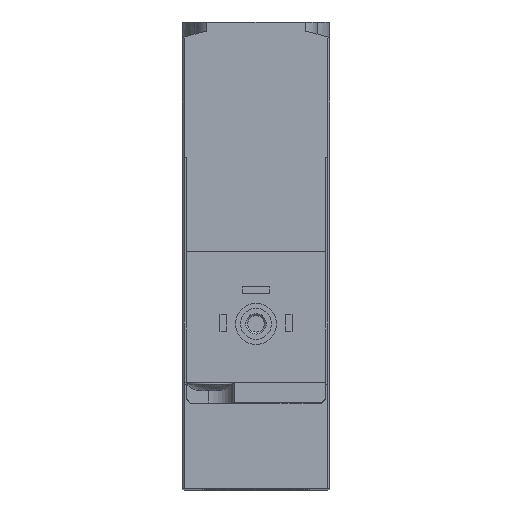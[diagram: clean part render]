
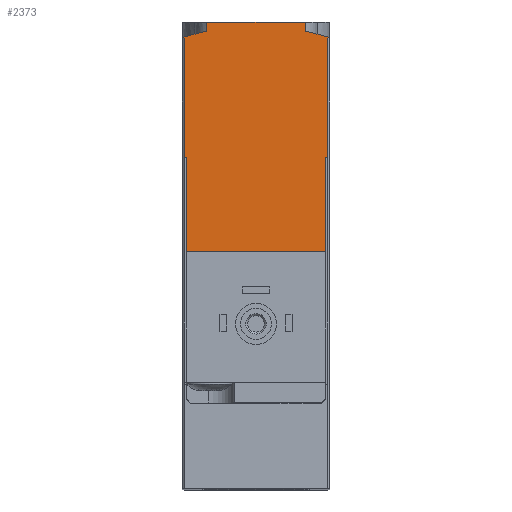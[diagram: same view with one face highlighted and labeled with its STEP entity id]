
A CAD part, top view. The second image highlights one B-rep face of the part: STEP entity #2373.
In plain terms, the highlighted face is planar.
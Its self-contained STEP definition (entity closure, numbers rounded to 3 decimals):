
#114=PLANE('',#2618);
#222=CIRCLE('',#2558,30.);
#224=CIRCLE('',#2562,30.);
#665=ORIENTED_EDGE('',*,*,#1146,.F.);
#666=ORIENTED_EDGE('',*,*,#1065,.T.);
#667=ORIENTED_EDGE('',*,*,#1087,.F.);
#668=ORIENTED_EDGE('',*,*,#1093,.F.);
#669=ORIENTED_EDGE('',*,*,#1039,.F.);
#670=ORIENTED_EDGE('',*,*,#1148,.F.);
#671=ORIENTED_EDGE('',*,*,#1048,.F.);
#672=ORIENTED_EDGE('',*,*,#1091,.F.);
#673=ORIENTED_EDGE('',*,*,#1084,.T.);
#674=ORIENTED_EDGE('',*,*,#1057,.T.);
#675=ORIENTED_EDGE('',*,*,#1143,.T.);
#676=ORIENTED_EDGE('',*,*,#1149,.F.);
#1039=EDGE_CURVE('',#1335,#1336,#1497,.T.);
#1048=EDGE_CURVE('',#1343,#1344,#1506,.T.);
#1057=EDGE_CURVE('',#1351,#1352,#222,.T.);
#1065=EDGE_CURVE('',#1360,#1359,#224,.T.);
#1084=EDGE_CURVE('',#1376,#1351,#1534,.T.);
#1087=EDGE_CURVE('',#1378,#1359,#1537,.T.);
#1091=EDGE_CURVE('',#1376,#1343,#1541,.T.);
#1093=EDGE_CURVE('',#1336,#1378,#1543,.T.);
#1143=EDGE_CURVE('',#1352,#1410,#1582,.T.);
#1146=EDGE_CURVE('',#1360,#1412,#1584,.T.);
#1148=EDGE_CURVE('',#1344,#1335,#1586,.T.);
#1149=EDGE_CURVE('',#1412,#1410,#1587,.T.);
#1335=VERTEX_POINT('',#3847);
#1336=VERTEX_POINT('',#3849);
#1343=VERTEX_POINT('',#3865);
#1344=VERTEX_POINT('',#3867);
#1351=VERTEX_POINT('',#3895);
#1352=VERTEX_POINT('',#3896);
#1359=VERTEX_POINT('',#3910);
#1360=VERTEX_POINT('',#3912);
#1376=VERTEX_POINT('',#3958);
#1378=VERTEX_POINT('',#3964);
#1410=VERTEX_POINT('',#4088);
#1412=VERTEX_POINT('',#4096);
#1497=LINE('',#3848,#1667);
#1506=LINE('',#3866,#1676);
#1534=LINE('',#3957,#1704);
#1537=LINE('',#3963,#1707);
#1541=LINE('',#3970,#1711);
#1543=LINE('',#3972,#1713);
#1582=LINE('',#4089,#1752);
#1584=LINE('',#4095,#1754);
#1586=LINE('',#4099,#1756);
#1587=LINE('',#4100,#1757);
#1667=VECTOR('',#2964,1000.);
#1676=VECTOR('',#2975,1000.);
#1704=VECTOR('',#3021,1000.);
#1707=VECTOR('',#3026,1000.);
#1711=VECTOR('',#3032,1000.);
#1713=VECTOR('',#3034,1000.);
#1752=VECTOR('',#3167,1000.);
#1754=VECTOR('',#3175,1000.);
#1756=VECTOR('',#3179,1000.);
#1757=VECTOR('',#3180,1000.);
#1944=EDGE_LOOP('',(#665,#666,#667,#668,#669,#670,#671,#672,#673,#674,#675,
#676));
#2155=FACE_BOUND('',#1944,.T.);
#2373=ADVANCED_FACE('',(#2155),#114,.T.);
#2558=AXIS2_PLACEMENT_3D('',#3894,#2985,#2986);
#2562=AXIS2_PLACEMENT_3D('',#3911,#2997,#2998);
#2618=AXIS2_PLACEMENT_3D('',#4098,#3177,#3178);
#2964=DIRECTION('',(0.,1.,0.));
#2975=DIRECTION('',(0.,-1.,0.));
#2985=DIRECTION('',(-1.,0.,0.));
#2986=DIRECTION('',(0.,0.,1.));
#2997=DIRECTION('',(-1.,0.,0.));
#2998=DIRECTION('',(0.,0.,1.));
#3021=DIRECTION('',(0.,1.,0.));
#3026=DIRECTION('',(0.,1.,0.));
#3032=DIRECTION('',(0.,0.,-1.));
#3034=DIRECTION('',(0.,0.,-1.));
#3167=DIRECTION('',(0.,1.,0.));
#3175=DIRECTION('',(0.,1.,0.));
#3177=DIRECTION('',(-1.,0.,0.));
#3178=DIRECTION('',(0.,0.,1.));
#3179=DIRECTION('',(0.,0.,-1.));
#3180=DIRECTION('',(0.,0.,1.));
#3847=CARTESIAN_POINT('',(4.,28.9,-8.5));
#3848=CARTESIAN_POINT('',(4.,40.4,-8.5));
#3849=CARTESIAN_POINT('',(4.,40.4,-8.5));
#3865=CARTESIAN_POINT('',(4.,40.4,8.5));
#3866=CARTESIAN_POINT('',(4.,10.9,8.5));
#3867=CARTESIAN_POINT('',(4.,28.9,8.5));
#3894=CARTESIAN_POINT('',(4.,26.4,0.));
#3895=CARTESIAN_POINT('',(4.,55.096,8.75));
#3896=CARTESIAN_POINT('',(4.,55.794,6.));
#3910=CARTESIAN_POINT('',(4.,55.096,-8.75));
#3911=CARTESIAN_POINT('',(4.,26.4,0.));
#3912=CARTESIAN_POINT('',(4.,55.794,-6.));
#3957=CARTESIAN_POINT('',(4.,28.9,8.75));
#3958=CARTESIAN_POINT('',(4.,40.4,8.75));
#3963=CARTESIAN_POINT('',(4.,28.9,-8.75));
#3964=CARTESIAN_POINT('',(4.,40.4,-8.75));
#3970=CARTESIAN_POINT('',(4.,40.4,8.5));
#3972=CARTESIAN_POINT('',(4.,40.4,-26.25));
#4088=CARTESIAN_POINT('',(4.,56.9,6.));
#4089=CARTESIAN_POINT('',(4.,51.9,6.));
#4095=CARTESIAN_POINT('',(4.,51.9,-6.));
#4096=CARTESIAN_POINT('',(4.,56.9,-6.));
#4098=CARTESIAN_POINT('',(4.,51.9,-6.));
#4099=CARTESIAN_POINT('',(4.,28.9,8.75));
#4100=CARTESIAN_POINT('',(4.,56.9,-6.));
